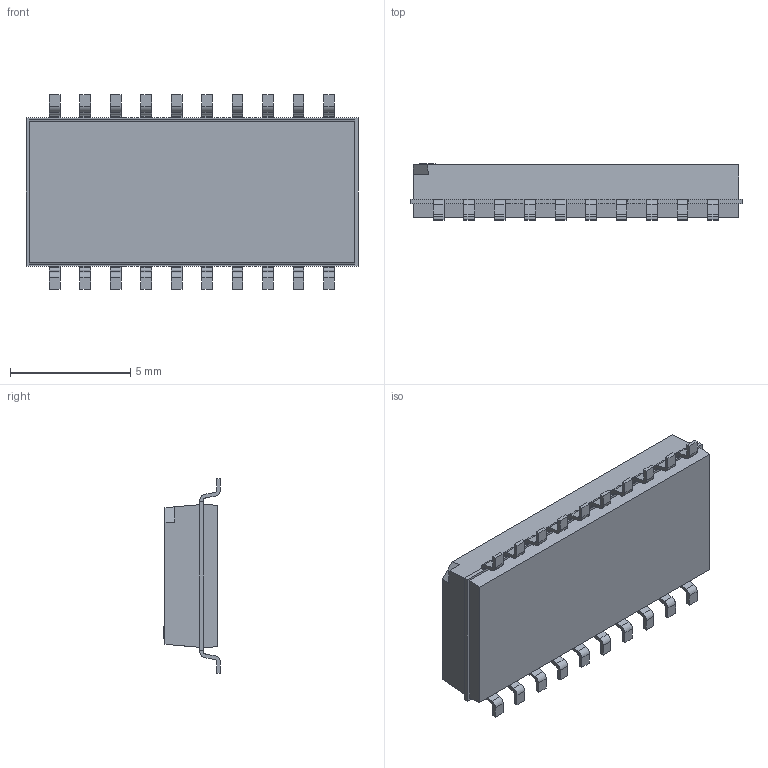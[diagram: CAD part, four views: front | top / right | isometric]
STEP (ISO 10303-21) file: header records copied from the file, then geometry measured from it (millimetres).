
FILE_DESCRIPTION( ( 'STEP AP214' ), ' ' );
FILE_NAME( 'psolqas1653014305.stp', '2017-08-23T14:53:01', ( '' ), ( '' ), ' ', 'PARTsolutions', ' ' );
FILE_SCHEMA( ( 'AUTOMOTIVE_DESIGN { 1 0 10303 214 1 1 1 1 }' ) );
Length unit declared in the file: metre
Products named in the file (1): 1
Bounding box: 13.83 x 2.35 x 8.12 mm (x, y, z)
Volume: 162.9 mm3; surface area: 372.5 mm2
Topology: 1 solids, 1 shells, 1113 faces, 3102 edges, 2048 vertices
Faces by surface type: plane 946, cylinder 120, extrusion 47
Entity records: 35662 total; most frequent: CARTESIAN_POINT 6991, ORIENTED_EDGE 6204, DIRECTION 5425, EDGE_CURVE 3102, VECTOR 2811, LINE 2764, VERTEX_POINT 2048, AXIS2_PLACEMENT_3D 1307
